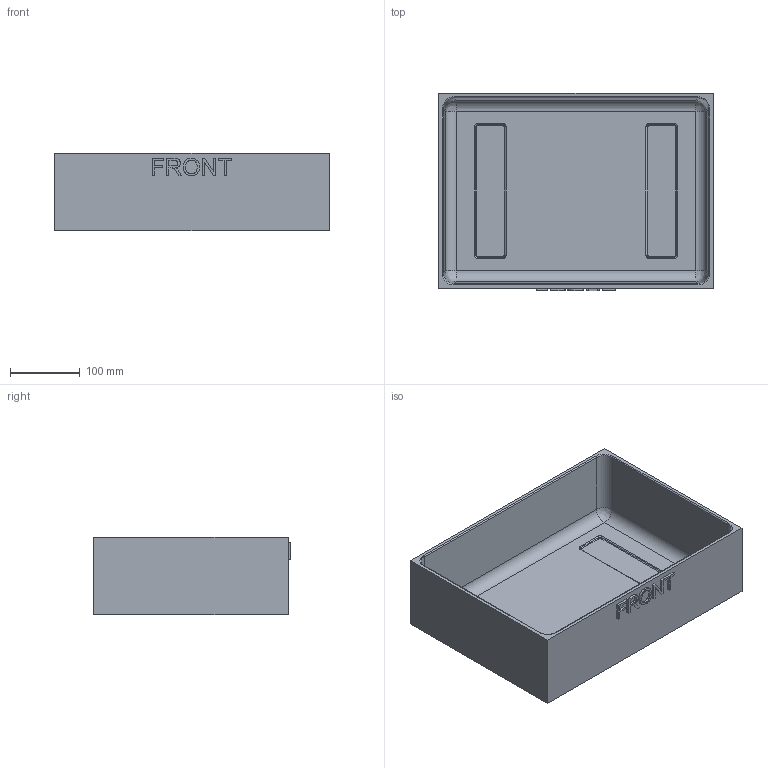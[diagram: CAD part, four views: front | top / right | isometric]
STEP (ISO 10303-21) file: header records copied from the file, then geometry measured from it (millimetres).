
FILE_DESCRIPTION( ( 'Unknown' ), '1' );
FILE_NAME( '2200-base_internal_tub.stp', 'Unknown', ( 'Unknown' ), ( 'Unknown' ), 'PSStep 10.1', 'Unknown', ' ' );
FILE_SCHEMA( ( 'AUTOMOTIVE_DESIGN { 1 0 10303 214 1 1 1 1 }' ) );
Length unit declared in the file: millimetre
Products named in the file (1): 1
Bounding box: 393.7 x 282.57 x 111.12 mm (x, y, z)
Volume: 1870782.8 mm3; surface area: 490708.4 mm2
Topology: 1 solids, 1 shells, 111 faces, 275 edges, 172 vertices
Faces by surface type: plane 53, bspline 32, cylinder 20, extrusion 6
Entity records: 4205 total; most frequent: CARTESIAN_POINT 1928, ORIENTED_EDGE 538, DIRECTION 355, EDGE_CURVE 269, VERTEX_POINT 172, AXIS2_PLACEMENT_3D 134, B_SPLINE_CURVE_WITH_KNOTS 126, EDGE_LOOP 123
